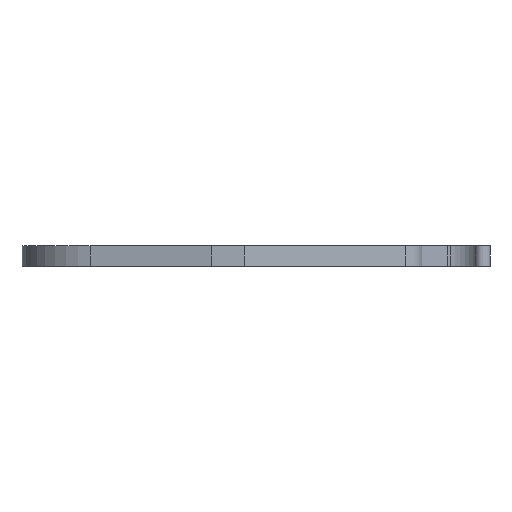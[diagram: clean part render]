
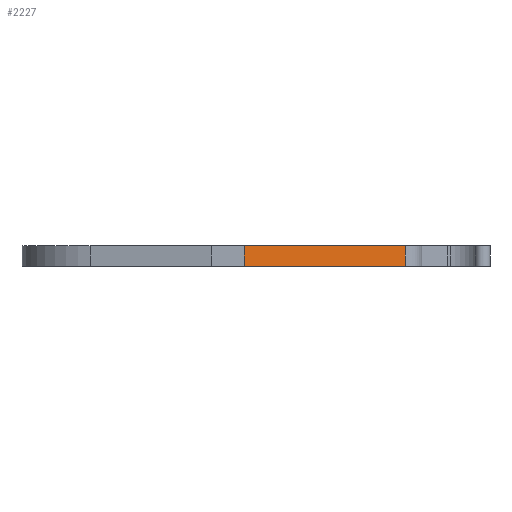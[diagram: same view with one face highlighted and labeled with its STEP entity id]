
A CAD part, left-side view. The second image highlights one B-rep face of the part: STEP entity #2227.
In plain terms, the highlighted planar face has unit normal (-0.979, -0.202, 0).
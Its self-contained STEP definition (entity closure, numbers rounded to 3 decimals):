
#9 = EDGE_CURVE ( 'NONE', #2258, #858, #1517, .T. ) ;
#83 = VERTEX_POINT ( 'NONE', #1870 ) ;
#88 = CARTESIAN_POINT ( 'NONE',  ( -32.902, 0.309, 0. ) ) ;
#90 = DIRECTION ( 'NONE',  ( 0.979, 0.202, 0. ) ) ;
#259 = VECTOR ( 'NONE', #651, 1000. ) ;
#270 = VECTOR ( 'NONE', #781, 1000. ) ;
#310 = PLANE ( 'NONE',  #2283 ) ;
#629 = EDGE_CURVE ( 'NONE', #858, #83, #1329, .T. ) ;
#643 = EDGE_CURVE ( 'NONE', #1442, #2258, #1862, .T. ) ;
#651 = DIRECTION ( 'NONE',  ( 0.202, -0.979, 0. ) ) ;
#730 = ORIENTED_EDGE ( 'NONE', *, *, #629, .F. ) ;
#781 = DIRECTION ( 'NONE',  ( 0., 0., -1. ) ) ;
#791 = CARTESIAN_POINT ( 'NONE',  ( -32.902, 0.309, 2. ) ) ;
#834 = LINE ( 'NONE', #88, #1331 ) ;
#858 = VERTEX_POINT ( 'NONE', #1168 ) ;
#916 = CARTESIAN_POINT ( 'NONE',  ( -32.902, 0.309, 2. ) ) ;
#955 = EDGE_LOOP ( 'NONE', ( #1305, #1611, #2101, #730 ) ) ;
#1010 = EDGE_CURVE ( 'NONE', #1442, #83, #834, .T. ) ;
#1168 = CARTESIAN_POINT ( 'NONE',  ( -29.669, -15.344, 2. ) ) ;
#1242 = DIRECTION ( 'NONE',  ( -0.202, 0.979, 0. ) ) ;
#1243 = FACE_OUTER_BOUND ( 'NONE', #955, .T. ) ;
#1280 = CARTESIAN_POINT ( 'NONE',  ( -32.902, 0.309, 0. ) ) ;
#1305 = ORIENTED_EDGE ( 'NONE', *, *, #9, .F. ) ;
#1329 = LINE ( 'NONE', #1661, #270 ) ;
#1331 = VECTOR ( 'NONE', #1521, 1000. ) ;
#1442 = VERTEX_POINT ( 'NONE', #1280 ) ;
#1517 = LINE ( 'NONE', #791, #259 ) ;
#1521 = DIRECTION ( 'NONE',  ( 0.202, -0.979, 0. ) ) ;
#1611 = ORIENTED_EDGE ( 'NONE', *, *, #643, .F. ) ;
#1634 = CARTESIAN_POINT ( 'NONE',  ( -32.902, 0.309, 2. ) ) ;
#1661 = CARTESIAN_POINT ( 'NONE',  ( -29.669, -15.344, -10.707 ) ) ;
#1738 = CARTESIAN_POINT ( 'NONE',  ( -32.902, 0.309, 2. ) ) ;
#1862 = LINE ( 'NONE', #1738, #2155 ) ;
#1870 = CARTESIAN_POINT ( 'NONE',  ( -29.669, -15.344, 0. ) ) ;
#2095 = DIRECTION ( 'NONE',  ( 0., 0., 1. ) ) ;
#2101 = ORIENTED_EDGE ( 'NONE', *, *, #1010, .T. ) ;
#2155 = VECTOR ( 'NONE', #2095, 1000. ) ;
#2227 = ADVANCED_FACE ( 'NONE', ( #1243 ), #310, .F. ) ;
#2258 = VERTEX_POINT ( 'NONE', #916 ) ;
#2283 = AXIS2_PLACEMENT_3D ( 'NONE', #1634, #90, #1242 ) ;
